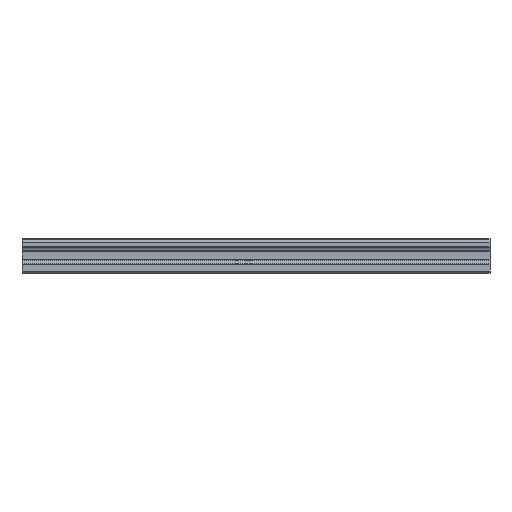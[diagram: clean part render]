
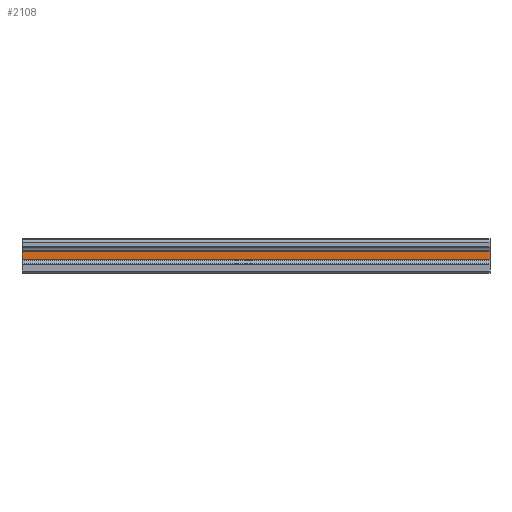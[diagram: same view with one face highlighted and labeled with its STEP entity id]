
A CAD part, top view. The second image highlights one B-rep face of the part: STEP entity #2108.
In plain terms, the highlighted planar face has unit normal (0, 0, 1).
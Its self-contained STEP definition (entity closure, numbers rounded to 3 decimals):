
#61 = LINE ( 'NONE', #579, #2196 ) ;
#73 = LINE ( 'NONE', #2137, #411 ) ;
#167 = VERTEX_POINT ( 'NONE', #2219 ) ;
#198 = ORIENTED_EDGE ( 'NONE', *, *, #449, .F. ) ;
#222 = CARTESIAN_POINT ( 'NONE',  ( 375., 12.664, 18.75 ) ) ;
#251 = VERTEX_POINT ( 'NONE', #222 ) ;
#340 = EDGE_CURVE ( 'NONE', #251, #167, #73, .T. ) ;
#411 = VECTOR ( 'NONE', #760, 1000. ) ;
#449 = EDGE_CURVE ( 'NONE', #1693, #541, #1686, .T. ) ;
#521 = VECTOR ( 'NONE', #2035, 1000. ) ;
#541 = VERTEX_POINT ( 'NONE', #1745 ) ;
#579 = CARTESIAN_POINT ( 'NONE',  ( -60., 24.422, 18.75 ) ) ;
#585 = DIRECTION ( 'NONE',  ( 0., 1., 0. ) ) ;
#636 = EDGE_CURVE ( 'NONE', #1693, #167, #61, .T. ) ;
#750 = PLANE ( 'NONE',  #1869 ) ;
#760 = DIRECTION ( 'NONE',  ( -1., 0., 0. ) ) ;
#890 = EDGE_CURVE ( 'NONE', #541, #251, #1310, .T. ) ;
#907 = ORIENTED_EDGE ( 'NONE', *, *, #890, .F. ) ;
#987 = VECTOR ( 'NONE', #1009, 1000. ) ;
#1009 = DIRECTION ( 'NONE',  ( 0., -1., 0. ) ) ;
#1013 = ORIENTED_EDGE ( 'NONE', *, *, #340, .F. ) ;
#1310 = LINE ( 'NONE', #1993, #987 ) ;
#1436 = DIRECTION ( 'NONE',  ( 0., 0., -1. ) ) ;
#1471 = FACE_OUTER_BOUND ( 'NONE', #1696, .T. ) ;
#1604 = DIRECTION ( 'NONE',  ( 0., -1., 0. ) ) ;
#1686 = LINE ( 'NONE', #2006, #521 ) ;
#1693 = VERTEX_POINT ( 'NONE', #1968 ) ;
#1696 = EDGE_LOOP ( 'NONE', ( #1013, #907, #198, #1996 ) ) ;
#1745 = CARTESIAN_POINT ( 'NONE',  ( 375., 19.939, 18.75 ) ) ;
#1869 = AXIS2_PLACEMENT_3D ( 'NONE', #2156, #1436, #585 ) ;
#1968 = CARTESIAN_POINT ( 'NONE',  ( -60., 19.939, 18.75 ) ) ;
#1993 = CARTESIAN_POINT ( 'NONE',  ( 375., 24.422, 18.75 ) ) ;
#1996 = ORIENTED_EDGE ( 'NONE', *, *, #636, .T. ) ;
#2006 = CARTESIAN_POINT ( 'NONE',  ( 375., 19.939, 18.75 ) ) ;
#2035 = DIRECTION ( 'NONE',  ( 1., 0., 0. ) ) ;
#2108 = ADVANCED_FACE ( 'NONE', ( #1471 ), #750, .F. ) ;
#2137 = CARTESIAN_POINT ( 'NONE',  ( 375., 12.664, 18.75 ) ) ;
#2156 = CARTESIAN_POINT ( 'NONE',  ( 375., 19.939, 18.75 ) ) ;
#2196 = VECTOR ( 'NONE', #1604, 1000. ) ;
#2219 = CARTESIAN_POINT ( 'NONE',  ( -60., 12.664, 18.75 ) ) ;
